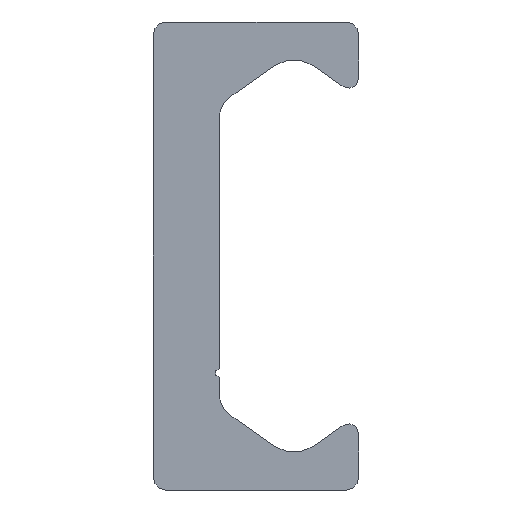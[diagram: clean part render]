
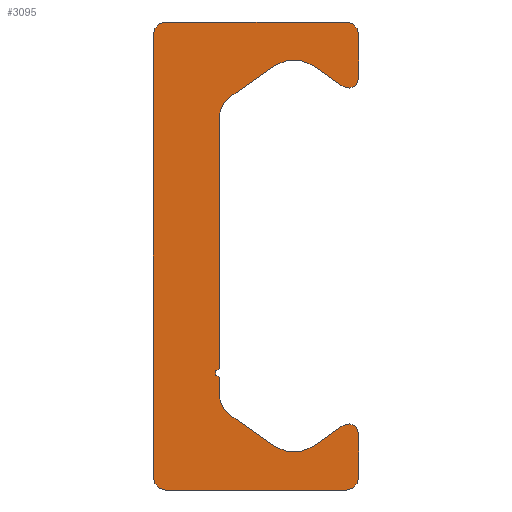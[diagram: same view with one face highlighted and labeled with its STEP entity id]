
A CAD part, left-side view. The second image highlights one B-rep face of the part: STEP entity #3095.
In plain terms, the highlighted planar face has unit normal (-1, 0, 0).
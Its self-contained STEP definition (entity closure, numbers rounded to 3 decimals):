
#2192=CARTESIAN_POINT('',(0.0,5.4,-14.));
#2193=VERTEX_POINT('',#2192);
#2200=CARTESIAN_POINT('',(0.0,6.15,-13.25));
#2201=VERTEX_POINT('',#2200);
#2202=CARTESIAN_POINT('',(0.0,5.4,-13.25));
#2203=DIRECTION('',(1.0,0.0,0.0));
#2204=DIRECTION('',(0.0,0.0,-1.0));
#2205=AXIS2_PLACEMENT_3D('',#2202,#2203,#2204);
#2206=CIRCLE('',#2205,0.75);
#2207=EDGE_CURVE('',#2193,#2201,#2206,.T.);
#2231=CARTESIAN_POINT('',(0.0,-5.4,-14.));
#2232=VERTEX_POINT('',#2231);
#2239=CARTESIAN_POINT('',(0.0,-5.4,-14.));
#2240=DIRECTION('',(0.0,1.0,0.0));
#2241=VECTOR('',#2240,10.8);
#2242=LINE('',#2239,#2241);
#2243=EDGE_CURVE('',#2232,#2193,#2242,.T.);
#2263=CARTESIAN_POINT('',(0.0,-6.15,-13.25));
#2264=VERTEX_POINT('',#2263);
#2271=CARTESIAN_POINT('',(0.0,-5.4,-13.25));
#2272=DIRECTION('',(1.0,0.0,0.0));
#2273=DIRECTION('',(0.0,-1.0,0.0));
#2274=AXIS2_PLACEMENT_3D('',#2271,#2272,#2273);
#2275=CIRCLE('',#2274,0.75);
#2276=EDGE_CURVE('',#2264,#2232,#2275,.T.);
#2295=CARTESIAN_POINT('',(0.0,-6.15,-10.63));
#2296=VERTEX_POINT('',#2295);
#2303=CARTESIAN_POINT('',(0.0,-6.15,-10.63));
#2304=DIRECTION('',(0.0,0.0,-1.0));
#2305=VECTOR('',#2304,2.62);
#2306=LINE('',#2303,#2305);
#2307=EDGE_CURVE('',#2296,#2264,#2306,.T.);
#2327=CARTESIAN_POINT('',(0.0,-5.206,-10.139));
#2328=VERTEX_POINT('',#2327);
#2335=CARTESIAN_POINT('',(0.0,-5.55,-10.63));
#2336=DIRECTION('',(1.0,0.0,0.0));
#2337=DIRECTION('',(0.0,0.574,0.819));
#2338=AXIS2_PLACEMENT_3D('',#2335,#2336,#2337);
#2339=CIRCLE('',#2338,0.6);
#2340=EDGE_CURVE('',#2328,#2296,#2339,.T.);
#2359=CARTESIAN_POINT('',(0.0,-3.417,-11.391));
#2360=VERTEX_POINT('',#2359);
#2367=CARTESIAN_POINT('',(0.0,-3.417,-11.391));
#2368=DIRECTION('',(0.0,-0.819,0.574));
#2369=VECTOR('',#2368,2.184);
#2370=LINE('',#2367,#2369);
#2371=EDGE_CURVE('',#2360,#2328,#2370,.T.);
#2391=CARTESIAN_POINT('',(0.0,-1.123,-11.391));
#2392=VERTEX_POINT('',#2391);
#2399=CARTESIAN_POINT('',(0.0,-2.27,-9.753));
#2400=DIRECTION('',(-1.0,0.0,0.0));
#2401=DIRECTION('',(0.0,0.574,0.819));
#2402=AXIS2_PLACEMENT_3D('',#2399,#2400,#2401);
#2403=CIRCLE('',#2402,2.0);
#2404=EDGE_CURVE('',#2392,#2360,#2403,.T.);
#2423=CARTESIAN_POINT('',(0.0,1.56,-9.512));
#2424=VERTEX_POINT('',#2423);
#2431=CARTESIAN_POINT('',(0.0,1.56,-9.512));
#2432=DIRECTION('',(0.0,-0.819,-0.574));
#2433=VECTOR('',#2432,3.276);
#2434=LINE('',#2431,#2433);
#2435=EDGE_CURVE('',#2424,#2392,#2434,.T.);
#2455=CARTESIAN_POINT('',(0.0,2.2,-8.283));
#2456=VERTEX_POINT('',#2455);
#2463=CARTESIAN_POINT('',(0.0,0.7,-8.283));
#2464=DIRECTION('',(-1.0,0.0,0.0));
#2465=DIRECTION('',(0.0,-0.574,0.819));
#2466=AXIS2_PLACEMENT_3D('',#2463,#2464,#2465);
#2467=CIRCLE('',#2466,1.5);
#2468=EDGE_CURVE('',#2456,#2424,#2467,.T.);
#2487=CARTESIAN_POINT('',(0.0,2.2,-7.25));
#2488=VERTEX_POINT('',#2487);
#2495=CARTESIAN_POINT('',(0.0,2.2,-7.25));
#2496=DIRECTION('',(0.0,0.0,-1.0));
#2497=VECTOR('',#2496,1.033);
#2498=LINE('',#2495,#2497);
#2499=EDGE_CURVE('',#2488,#2456,#2498,.T.);
#2519=CARTESIAN_POINT('',(0.0,2.2,-6.75));
#2520=VERTEX_POINT('',#2519);
#2527=CARTESIAN_POINT('',(0.0,2.2,-7.));
#2528=DIRECTION('',(-1.0,0.0,0.0));
#2529=DIRECTION('',(0.0,0.0,1.0));
#2530=AXIS2_PLACEMENT_3D('',#2527,#2528,#2529);
#2531=CIRCLE('',#2530,0.25);
#2532=EDGE_CURVE('',#2520,#2488,#2531,.T.);
#2551=CARTESIAN_POINT('',(0.0,2.2,8.283));
#2552=VERTEX_POINT('',#2551);
#2559=CARTESIAN_POINT('',(0.0,2.2,8.283));
#2560=DIRECTION('',(0.0,0.0,-1.0));
#2561=VECTOR('',#2560,15.033);
#2562=LINE('',#2559,#2561);
#2563=EDGE_CURVE('',#2552,#2520,#2562,.T.);
#2676=CARTESIAN_POINT('',(0.0,1.56,9.512));
#2677=VERTEX_POINT('',#2676);
#2684=CARTESIAN_POINT('',(0.0,0.7,8.283));
#2685=DIRECTION('',(-1.0,0.0,0.0));
#2686=DIRECTION('',(0.0,-1.0,0.0));
#2687=AXIS2_PLACEMENT_3D('',#2684,#2685,#2686);
#2688=CIRCLE('',#2687,1.5);
#2689=EDGE_CURVE('',#2677,#2552,#2688,.T.);
#2708=CARTESIAN_POINT('',(0.0,-1.123,11.391));
#2709=VERTEX_POINT('',#2708);
#2716=CARTESIAN_POINT('',(0.0,-1.123,11.391));
#2717=DIRECTION('',(0.0,0.819,-0.574));
#2718=VECTOR('',#2717,3.276);
#2719=LINE('',#2716,#2718);
#2720=EDGE_CURVE('',#2709,#2677,#2719,.T.);
#2740=CARTESIAN_POINT('',(0.0,-3.417,11.391));
#2741=VERTEX_POINT('',#2740);
#2748=CARTESIAN_POINT('',(0.0,-2.27,9.753));
#2749=DIRECTION('',(-1.0,0.0,0.0));
#2750=DIRECTION('',(0.0,-0.574,-0.819));
#2751=AXIS2_PLACEMENT_3D('',#2748,#2749,#2750);
#2752=CIRCLE('',#2751,2.0);
#2753=EDGE_CURVE('',#2741,#2709,#2752,.T.);
#2772=CARTESIAN_POINT('',(0.0,-5.206,10.139));
#2773=VERTEX_POINT('',#2772);
#2780=CARTESIAN_POINT('',(0.0,-5.206,10.139));
#2781=DIRECTION('',(0.0,0.819,0.574));
#2782=VECTOR('',#2781,2.184);
#2783=LINE('',#2780,#2782);
#2784=EDGE_CURVE('',#2773,#2741,#2783,.T.);
#2804=CARTESIAN_POINT('',(0.0,-6.15,10.63));
#2805=VERTEX_POINT('',#2804);
#2812=CARTESIAN_POINT('',(0.0,-5.55,10.63));
#2813=DIRECTION('',(1.0,0.0,0.0));
#2814=DIRECTION('',(0.0,-1.0,0.0));
#2815=AXIS2_PLACEMENT_3D('',#2812,#2813,#2814);
#2816=CIRCLE('',#2815,0.6);
#2817=EDGE_CURVE('',#2805,#2773,#2816,.T.);
#2836=CARTESIAN_POINT('',(0.0,-6.15,13.25));
#2837=VERTEX_POINT('',#2836);
#2844=CARTESIAN_POINT('',(0.0,-6.15,13.25));
#2845=DIRECTION('',(0.0,0.0,-1.0));
#2846=VECTOR('',#2845,2.62);
#2847=LINE('',#2844,#2846);
#2848=EDGE_CURVE('',#2837,#2805,#2847,.T.);
#2868=CARTESIAN_POINT('',(0.0,-5.4,14.));
#2869=VERTEX_POINT('',#2868);
#2876=CARTESIAN_POINT('',(0.0,-5.4,13.25));
#2877=DIRECTION('',(1.0,0.0,0.0));
#2878=DIRECTION('',(0.0,0.0,1.0));
#2879=AXIS2_PLACEMENT_3D('',#2876,#2877,#2878);
#2880=CIRCLE('',#2879,0.75);
#2881=EDGE_CURVE('',#2869,#2837,#2880,.T.);
#2900=CARTESIAN_POINT('',(0.0,5.4,14.));
#2901=VERTEX_POINT('',#2900);
#2908=CARTESIAN_POINT('',(0.0,5.4,14.));
#2909=DIRECTION('',(0.0,-1.0,0.0));
#2910=VECTOR('',#2909,10.8);
#2911=LINE('',#2908,#2910);
#2912=EDGE_CURVE('',#2901,#2869,#2911,.T.);
#2932=CARTESIAN_POINT('',(0.0,6.15,13.25));
#2933=VERTEX_POINT('',#2932);
#2940=CARTESIAN_POINT('',(0.0,5.4,13.25));
#2941=DIRECTION('',(1.0,0.0,0.0));
#2942=DIRECTION('',(0.0,1.0,0.0));
#2943=AXIS2_PLACEMENT_3D('',#2940,#2941,#2942);
#2944=CIRCLE('',#2943,0.75);
#2945=EDGE_CURVE('',#2933,#2901,#2944,.T.);
#2963=CARTESIAN_POINT('',(0.0,6.15,-13.25));
#2964=DIRECTION('',(0.0,0.0,1.0));
#2965=VECTOR('',#2964,26.5);
#2966=LINE('',#2963,#2965);
#2967=EDGE_CURVE('',#2201,#2933,#2966,.T.);
#3066=CARTESIAN_POINT('',(0.0,1.352,-0.021));
#3067=DIRECTION('',(1.0,0.0,0.0));
#3068=DIRECTION('',(0.0,0.0,-1.0));
#3069=AXIS2_PLACEMENT_3D('',#3066,#3067,#3068);
#3070=PLANE('',#3069);
#3071=ORIENTED_EDGE('',*,*,#2967,.F.);
#3072=ORIENTED_EDGE('',*,*,#2207,.F.);
#3073=ORIENTED_EDGE('',*,*,#2243,.F.);
#3074=ORIENTED_EDGE('',*,*,#2276,.F.);
#3075=ORIENTED_EDGE('',*,*,#2307,.F.);
#3076=ORIENTED_EDGE('',*,*,#2340,.F.);
#3077=ORIENTED_EDGE('',*,*,#2371,.F.);
#3078=ORIENTED_EDGE('',*,*,#2404,.F.);
#3079=ORIENTED_EDGE('',*,*,#2435,.F.);
#3080=ORIENTED_EDGE('',*,*,#2468,.F.);
#3081=ORIENTED_EDGE('',*,*,#2499,.F.);
#3082=ORIENTED_EDGE('',*,*,#2532,.F.);
#3083=ORIENTED_EDGE('',*,*,#2563,.F.);
#3084=ORIENTED_EDGE('',*,*,#2689,.F.);
#3085=ORIENTED_EDGE('',*,*,#2720,.F.);
#3086=ORIENTED_EDGE('',*,*,#2753,.F.);
#3087=ORIENTED_EDGE('',*,*,#2784,.F.);
#3088=ORIENTED_EDGE('',*,*,#2817,.F.);
#3089=ORIENTED_EDGE('',*,*,#2848,.F.);
#3090=ORIENTED_EDGE('',*,*,#2881,.F.);
#3091=ORIENTED_EDGE('',*,*,#2912,.F.);
#3092=ORIENTED_EDGE('',*,*,#2945,.F.);
#3093=EDGE_LOOP('',(#3071,#3072,#3073,#3074,#3075,#3076,#3077,#3078,#3079,#3080,#3081,#3082,#3083,#3084,#3085,#3086,#3087,#3088,#3089,#3090,#3091,#3092));
#3094=FACE_OUTER_BOUND('',#3093,.T.);
#3095=ADVANCED_FACE('',(#3094),#3070,.F.);
